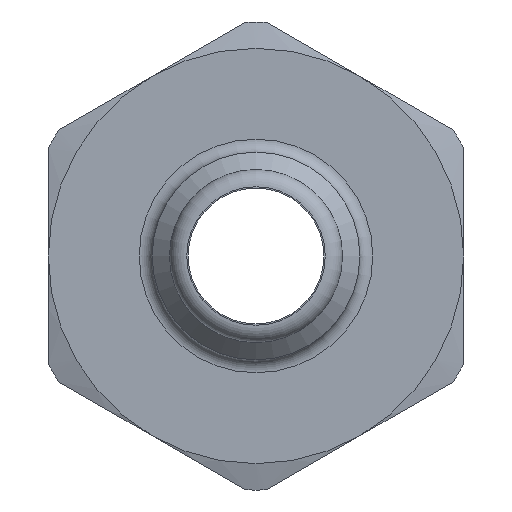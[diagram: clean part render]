
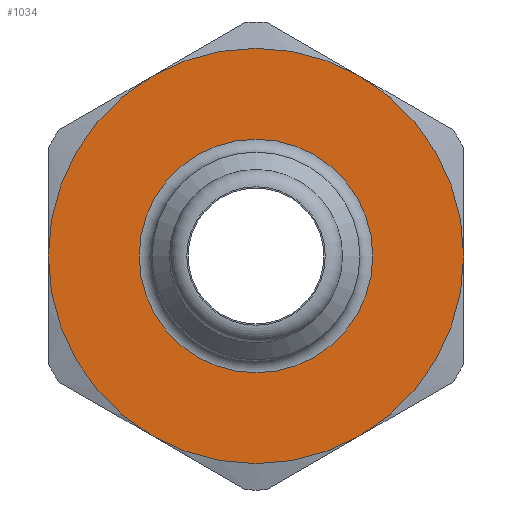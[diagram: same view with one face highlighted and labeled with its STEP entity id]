
A CAD part, left-side view. The second image highlights one B-rep face of the part: STEP entity #1034.
In plain terms, the highlighted planar face has unit normal (-1, 0, 0).
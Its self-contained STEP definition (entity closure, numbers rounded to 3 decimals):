
#143=CARTESIAN_POINT('',(20.0,6.,-10.392));
#144=VERTEX_POINT('',#143);
#227=CARTESIAN_POINT('',(20.0,-6.,-10.392));
#228=VERTEX_POINT('',#227);
#311=CARTESIAN_POINT('',(20.0,-12.,0.));
#312=VERTEX_POINT('',#311);
#395=CARTESIAN_POINT('',(20.0,-6.,10.392));
#396=VERTEX_POINT('',#395);
#479=CARTESIAN_POINT('',(20.0,6.,10.392));
#480=VERTEX_POINT('',#479);
#840=CARTESIAN_POINT('',(20.0,12.,0.0));
#841=VERTEX_POINT('',#840);
#842=CARTESIAN_POINT('',(20.0,0.0,0.0));
#843=DIRECTION('',(1.0,0.0,0.0));
#844=DIRECTION('',(0.0,1.0,0.0));
#845=AXIS2_PLACEMENT_3D('',#842,#843,#844);
#846=CIRCLE('',#845,12.);
#847=EDGE_CURVE('',#144,#841,#846,.T.);
#886=CARTESIAN_POINT('',(20.0,0.0,0.0));
#887=DIRECTION('',(1.0,0.0,0.0));
#888=DIRECTION('',(0.0,1.0,0.0));
#889=AXIS2_PLACEMENT_3D('',#886,#887,#888);
#890=CIRCLE('',#889,12.);
#891=EDGE_CURVE('',#841,#480,#890,.T.);
#904=CARTESIAN_POINT('',(20.0,0.0,0.0));
#905=DIRECTION('',(1.0,0.0,0.0));
#906=DIRECTION('',(0.0,1.0,0.0));
#907=AXIS2_PLACEMENT_3D('',#904,#905,#906);
#908=CIRCLE('',#907,12.);
#909=EDGE_CURVE('',#480,#396,#908,.T.);
#922=CARTESIAN_POINT('',(20.0,0.0,0.0));
#923=DIRECTION('',(1.0,0.0,0.0));
#924=DIRECTION('',(0.0,1.0,0.0));
#925=AXIS2_PLACEMENT_3D('',#922,#923,#924);
#926=CIRCLE('',#925,12.);
#927=EDGE_CURVE('',#396,#312,#926,.T.);
#940=CARTESIAN_POINT('',(20.0,0.0,0.0));
#941=DIRECTION('',(1.0,0.0,0.0));
#942=DIRECTION('',(0.0,1.0,0.0));
#943=AXIS2_PLACEMENT_3D('',#940,#941,#942);
#944=CIRCLE('',#943,12.);
#945=EDGE_CURVE('',#312,#228,#944,.T.);
#980=CARTESIAN_POINT('',(20.0,6.75,0.));
#981=VERTEX_POINT('',#980);
#982=CARTESIAN_POINT('',(20.0,0.0,0.0));
#983=DIRECTION('',(-1.0,0.0,0.0));
#984=DIRECTION('',(0.0,-1.0,0.0));
#985=AXIS2_PLACEMENT_3D('',#982,#983,#984);
#986=CIRCLE('',#985,6.75);
#987=EDGE_CURVE('',#981,#981,#986,.T.);
#1012=CARTESIAN_POINT('',(20.0,9.,0.0));
#1013=DIRECTION('',(-1.0,0.0,0.0));
#1014=DIRECTION('',(0.0,0.0,1.0));
#1015=AXIS2_PLACEMENT_3D('',#1012,#1013,#1014);
#1016=PLANE('',#1015);
#1017=ORIENTED_EDGE('',*,*,#891,.F.);
#1018=ORIENTED_EDGE('',*,*,#847,.F.);
#1019=CARTESIAN_POINT('',(20.0,0.0,0.0));
#1020=DIRECTION('',(1.0,0.0,0.0));
#1021=DIRECTION('',(0.0,1.0,0.0));
#1022=AXIS2_PLACEMENT_3D('',#1019,#1020,#1021);
#1023=CIRCLE('',#1022,12.);
#1024=EDGE_CURVE('',#228,#144,#1023,.T.);
#1025=ORIENTED_EDGE('',*,*,#1024,.F.);
#1026=ORIENTED_EDGE('',*,*,#945,.F.);
#1027=ORIENTED_EDGE('',*,*,#927,.F.);
#1028=ORIENTED_EDGE('',*,*,#909,.F.);
#1029=EDGE_LOOP('',(#1017,#1018,#1025,#1026,#1027,#1028));
#1030=FACE_OUTER_BOUND('',#1029,.T.);
#1031=ORIENTED_EDGE('',*,*,#987,.F.);
#1032=EDGE_LOOP('',(#1031));
#1033=FACE_BOUND('',#1032,.T.);
#1034=ADVANCED_FACE('',(#1030,#1033),#1016,.T.);
